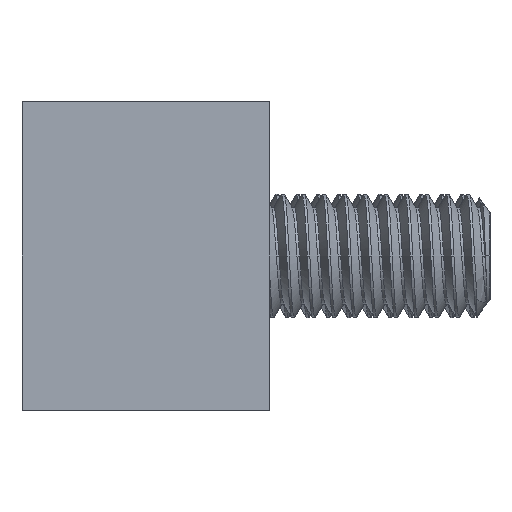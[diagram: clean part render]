
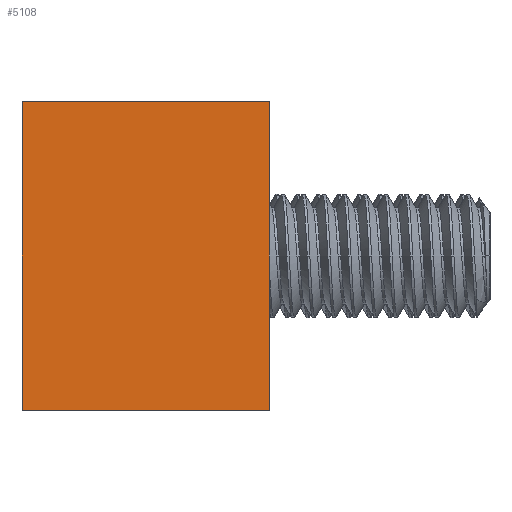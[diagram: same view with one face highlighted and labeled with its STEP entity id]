
A CAD part, left-side view. The second image highlights one B-rep face of the part: STEP entity #5108.
In plain terms, the highlighted planar face has unit normal (-1, 0, 0).
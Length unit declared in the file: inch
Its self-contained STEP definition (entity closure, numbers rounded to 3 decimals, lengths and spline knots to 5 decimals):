
#72 = VECTOR ( 'NONE', #2374, 39.37008 ) ;
#347 = EDGE_CURVE ( 'NONE', #4104, #941, #1844, .T. ) ;
#606 = VECTOR ( 'NONE', #5318, 39.37008 ) ;
#671 = AXIS2_PLACEMENT_3D ( 'NONE', #2941, #1429, #6140 ) ;
#941 = VERTEX_POINT ( 'NONE', #1055 ) ;
#1006 = CARTESIAN_POINT ( 'NONE',  ( 0., 0., 0. ) ) ;
#1055 = CARTESIAN_POINT ( 'NONE',  ( 0., 0.47244, 0. ) ) ;
#1235 = DIRECTION ( 'NONE',  ( 0., 1., 0. ) ) ;
#1299 = CARTESIAN_POINT ( 'NONE',  ( 0., 0., 0. ) ) ;
#1312 = ORIENTED_EDGE ( 'NONE', *, *, #4329, .T. ) ;
#1429 = DIRECTION ( 'NONE',  ( -1., 0., 0. ) ) ;
#1499 = LINE ( 'NONE', #3525, #72 ) ;
#1768 = CARTESIAN_POINT ( 'NONE',  ( 0., 0., -0.59055 ) ) ;
#1844 = LINE ( 'NONE', #3867, #606 ) ;
#1910 = FACE_OUTER_BOUND ( 'NONE', #2158, .T. ) ;
#1979 = ORIENTED_EDGE ( 'NONE', *, *, #2148, .F. ) ;
#2148 = EDGE_CURVE ( 'NONE', #4104, #4304, #6177, .T. ) ;
#2158 = EDGE_LOOP ( 'NONE', ( #3009, #1312, #3651, #1979 ) ) ;
#2374 = DIRECTION ( 'NONE',  ( 0., 0., -1. ) ) ;
#2476 = VECTOR ( 'NONE', #1235, 39.37008 ) ;
#2941 = CARTESIAN_POINT ( 'NONE',  ( 0., 0., 0. ) ) ;
#2942 = CARTESIAN_POINT ( 'NONE',  ( 0., 0., -0.59055 ) ) ;
#3009 = ORIENTED_EDGE ( 'NONE', *, *, #347, .T. ) ;
#3525 = CARTESIAN_POINT ( 'NONE',  ( 0., 0.47244, 0. ) ) ;
#3651 = ORIENTED_EDGE ( 'NONE', *, *, #4611, .F. ) ;
#3688 = VERTEX_POINT ( 'NONE', #5085 ) ;
#3867 = CARTESIAN_POINT ( 'NONE',  ( 0., 0., 0. ) ) ;
#4104 = VERTEX_POINT ( 'NONE', #1299 ) ;
#4175 = DIRECTION ( 'NONE',  ( 0., 0., -1. ) ) ;
#4304 = VERTEX_POINT ( 'NONE', #2942 ) ;
#4329 = EDGE_CURVE ( 'NONE', #941, #3688, #1499, .T. ) ;
#4611 = EDGE_CURVE ( 'NONE', #4304, #3688, #5932, .T. ) ;
#4980 = PLANE ( 'NONE',  #671 ) ;
#5085 = CARTESIAN_POINT ( 'NONE',  ( 0., 0.47244, -0.59055 ) ) ;
#5108 = ADVANCED_FACE ( 'NONE', ( #1910 ), #4980, .T. ) ;
#5318 = DIRECTION ( 'NONE',  ( 0., 1., 0. ) ) ;
#5932 = LINE ( 'NONE', #1768, #2476 ) ;
#6140 = DIRECTION ( 'NONE',  ( 0., 0., 1. ) ) ;
#6177 = LINE ( 'NONE', #1006, #6311 ) ;
#6311 = VECTOR ( 'NONE', #4175, 39.37008 ) ;
